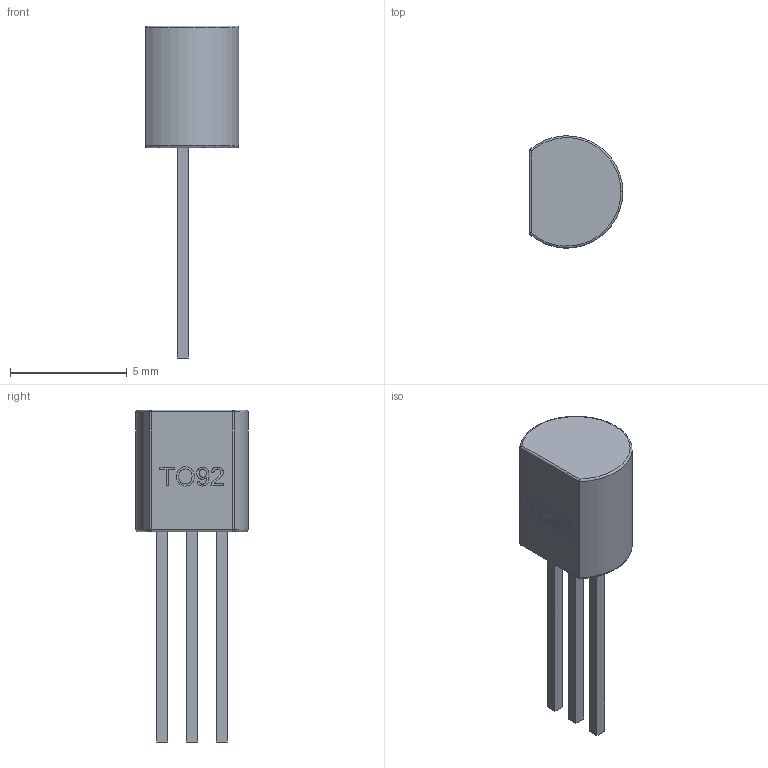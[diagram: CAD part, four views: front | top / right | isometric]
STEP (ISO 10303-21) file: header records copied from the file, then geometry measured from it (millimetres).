
FILE_DESCRIPTION (( 'STEP AP214' ), '1' );
FILE_NAME ('User Library-TO-92-2.STEP', '2011-01-20T20:05:45', ( 'sysAdmin' ), ( 'SolidWorks' ), 'SwSTEP 2.0', 'SolidWorks 2011', '' );
FILE_SCHEMA (( 'AUTOMOTIVE_DESIGN' ));
Length unit declared in the file: millimetre
Products named in the file (1): User Library-TO-92-2
Bounding box: 4 x 4.79 x 14.2 mm (x, y, z)
Volume: 90 mm3; surface area: 159.2 mm2
Topology: 1 solids, 1 shells, 80 faces, 193 edges, 124 vertices
Faces by surface type: plane 38, bspline 28, cylinder 6, torus 4, sphere 4
Entity records: 4937 total; most frequent: CARTESIAN_POINT 2330, ORIENTED_EDGE 386, DIRECTION 265, EDGE_CURVE 193, VERTEX_POINT 124, VECTOR 115, LINE 115, EDGE_LOOP 89
